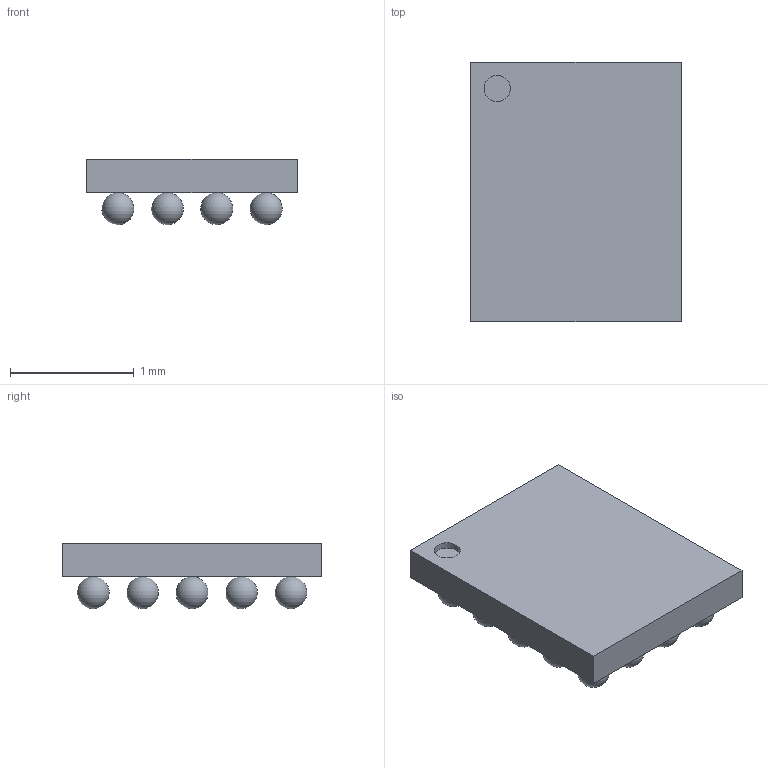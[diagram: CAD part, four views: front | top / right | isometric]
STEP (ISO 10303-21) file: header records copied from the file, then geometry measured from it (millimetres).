
FILE_DESCRIPTION(('FreeCAD Model'),'2;1');
FILE_NAME('2089147.4.1.stp','2022-06-02T08:24:06',( 'Author'),(''),'Open CASCADE STEP processor 6.9','FreeCAD','Unknown' );
FILE_SCHEMA(('AUTOMOTIVE_DESIGN { 1 0 10303 214 1 1 1 1 }'));
Length unit declared in the file: millimetre
Products named in the file (3): ASSEMBLY; Array; Body
Assembly tree (2 placements, depth 2):
  ASSEMBLY
    Array
    Body
Bounding box: 1.7 x 2.1 x 0.53 mm (x, y, z)
Volume: 1.1 mm3; surface area: 13.5 mm2
Topology: 21 solids, 21 shells, 28 faces, 75 edges, 50 vertices
Faces by surface type: sphere 20, plane 7, cylinder 1
Full cylindrical faces by diameter (mm): 0.212 x1
Entity records: 875 total; most frequent: DIRECTION 109, CARTESIAN_POINT 106, LINE 41, VECTOR 41, AXIS2_PLACEMENT_3D 33, VERTEX_POINT 30, ORIENTED_EDGE 30, PCURVE 30
